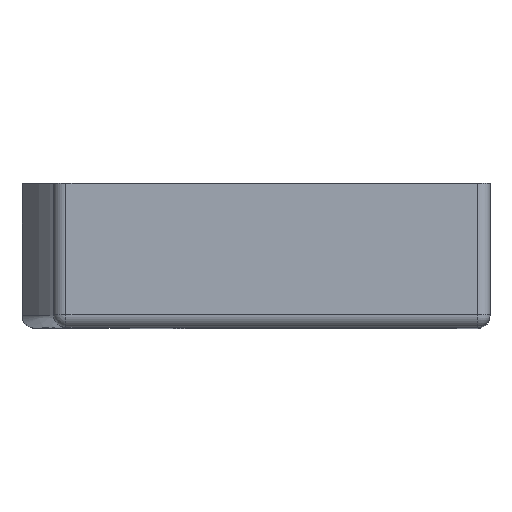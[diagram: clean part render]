
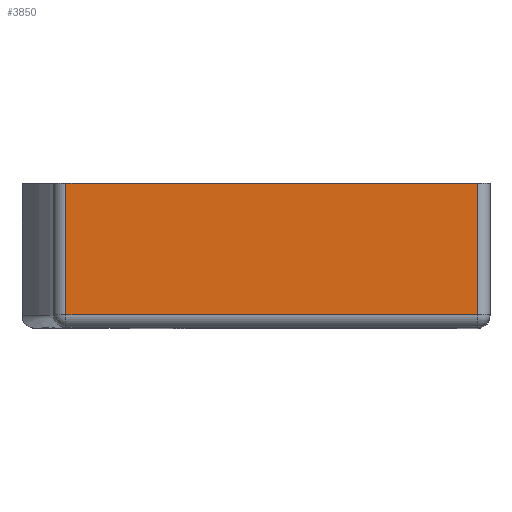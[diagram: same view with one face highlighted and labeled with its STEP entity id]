
A CAD part, top view. The second image highlights one B-rep face of the part: STEP entity #3850.
In plain terms, the highlighted planar face has unit normal (0, 0, 1).
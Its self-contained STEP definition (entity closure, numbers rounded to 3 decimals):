
#379=FACE_OUTER_BOUND('',#597,.T.);
#597=EDGE_LOOP('',(#3498,#3499,#3500,#3501));
#975=LINE('',#6083,#1325);
#1079=LINE('',#6945,#1429);
#1110=LINE('',#7644,#1460);
#1116=LINE('',#7660,#1466);
#1325=VECTOR('',#4723,1000.);
#1429=VECTOR('',#5069,1000.);
#1460=VECTOR('',#5220,1000.);
#1466=VECTOR('',#5246,1000.);
#1710=VERTEX_POINT('',#6080);
#1711=VERTEX_POINT('',#6082);
#1813=VERTEX_POINT('',#6942);
#1841=VERTEX_POINT('',#7643);
#2144=EDGE_CURVE('',#1711,#1710,#975,.T.);
#2325=EDGE_CURVE('',#1710,#1813,#1079,.T.);
#2393=EDGE_CURVE('',#1841,#1711,#1110,.T.);
#2401=EDGE_CURVE('',#1841,#1813,#1116,.T.);
#3498=ORIENTED_EDGE('',*,*,#2144,.T.);
#3499=ORIENTED_EDGE('',*,*,#2325,.T.);
#3500=ORIENTED_EDGE('',*,*,#2401,.F.);
#3501=ORIENTED_EDGE('',*,*,#2393,.T.);
#3653=PLANE('',#4213);
#3850=ADVANCED_FACE('',(#379),#3653,.T.);
#4213=AXIS2_PLACEMENT_3D('',#7659,#5244,#5245);
#4723=DIRECTION('',(-1.,0.,0.));
#5069=DIRECTION('',(0.,-1.,0.));
#5220=DIRECTION('',(0.,1.,0.));
#5244=DIRECTION('center_axis',(0.,0.,1.));
#5245=DIRECTION('ref_axis',(1.,0.,0.));
#5246=DIRECTION('',(-1.,0.,0.));
#6080=CARTESIAN_POINT('',(-36.916,22.8,0.));
#6082=CARTESIAN_POINT('',(28.184,22.8,0.));
#6083=CARTESIAN_POINT('',(-38.916,22.8,0.));
#6942=CARTESIAN_POINT('',(-36.916,2.,0.));
#6945=CARTESIAN_POINT('',(-36.916,0.,0.));
#7643=CARTESIAN_POINT('',(28.184,2.,0.));
#7644=CARTESIAN_POINT('',(28.184,0.,0.));
#7659=CARTESIAN_POINT('Origin',(-38.916,0.,0.));
#7660=CARTESIAN_POINT('',(-20.966,2.,0.));
